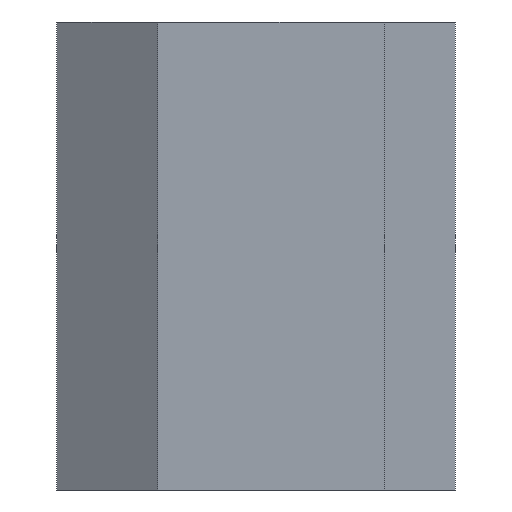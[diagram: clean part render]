
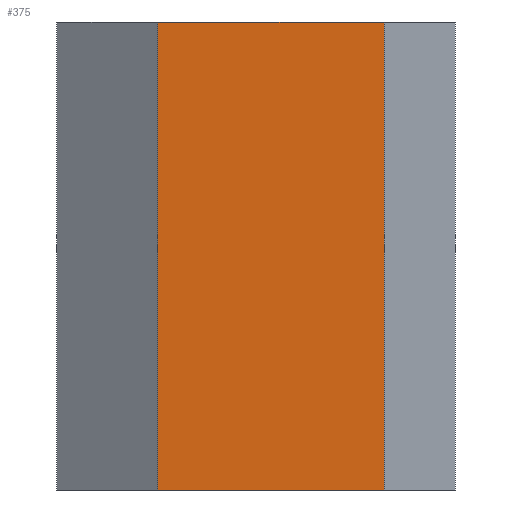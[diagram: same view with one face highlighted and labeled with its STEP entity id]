
A CAD part, left-side view. The second image highlights one B-rep face of the part: STEP entity #375.
In plain terms, the highlighted planar face has unit normal (-0.588, -0.809, 0).
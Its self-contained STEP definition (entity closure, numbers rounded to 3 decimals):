
#67=FACE_OUTER_BOUND('',#85,.T.);
#85=EDGE_LOOP('',(#276,#277,#278,#279));
#114=LINE('',#564,#150);
#122=LINE('',#580,#158);
#123=LINE('',#582,#159);
#124=LINE('',#583,#160);
#150=VECTOR('',#454,10.);
#158=VECTOR('',#466,10.);
#159=VECTOR('',#469,10.);
#160=VECTOR('',#470,10.);
#186=VERTEX_POINT('',#561);
#187=VERTEX_POINT('',#563);
#192=VERTEX_POINT('',#576);
#193=VERTEX_POINT('',#578);
#218=EDGE_CURVE('',#186,#187,#114,.T.);
#226=EDGE_CURVE('',#192,#193,#122,.T.);
#227=EDGE_CURVE('',#192,#186,#123,.T.);
#228=EDGE_CURVE('',#187,#193,#124,.T.);
#276=ORIENTED_EDGE('',*,*,#227,.F.);
#277=ORIENTED_EDGE('',*,*,#226,.T.);
#278=ORIENTED_EDGE('',*,*,#228,.F.);
#279=ORIENTED_EDGE('',*,*,#218,.F.);
#363=PLANE('',#416);
#375=ADVANCED_FACE('',(#67),#363,.T.);
#416=AXIS2_PLACEMENT_3D('',#581,#467,#468);
#454=DIRECTION('',(0.,0.,-1.));
#466=DIRECTION('',(0.,0.,-1.));
#467=DIRECTION('center_axis',(-0.588,-0.809,0.));
#468=DIRECTION('ref_axis',(-0.809,0.588,0.));
#469=DIRECTION('',(0.809,-0.588,0.));
#470=DIRECTION('',(-0.809,0.588,0.));
#561=CARTESIAN_POINT('',(-128.056,5.047,0.));
#563=CARTESIAN_POINT('',(-128.056,5.047,-15.));
#564=CARTESIAN_POINT('',(-128.056,5.047,0.));
#576=CARTESIAN_POINT('',(-138.056,12.313,0.));
#578=CARTESIAN_POINT('',(-138.056,12.313,-15.));
#580=CARTESIAN_POINT('',(-138.056,12.313,0.));
#581=CARTESIAN_POINT('Origin',(-128.056,5.047,0.));
#582=CARTESIAN_POINT('',(-138.056,12.313,0.));
#583=CARTESIAN_POINT('',(-138.056,12.313,-15.));
